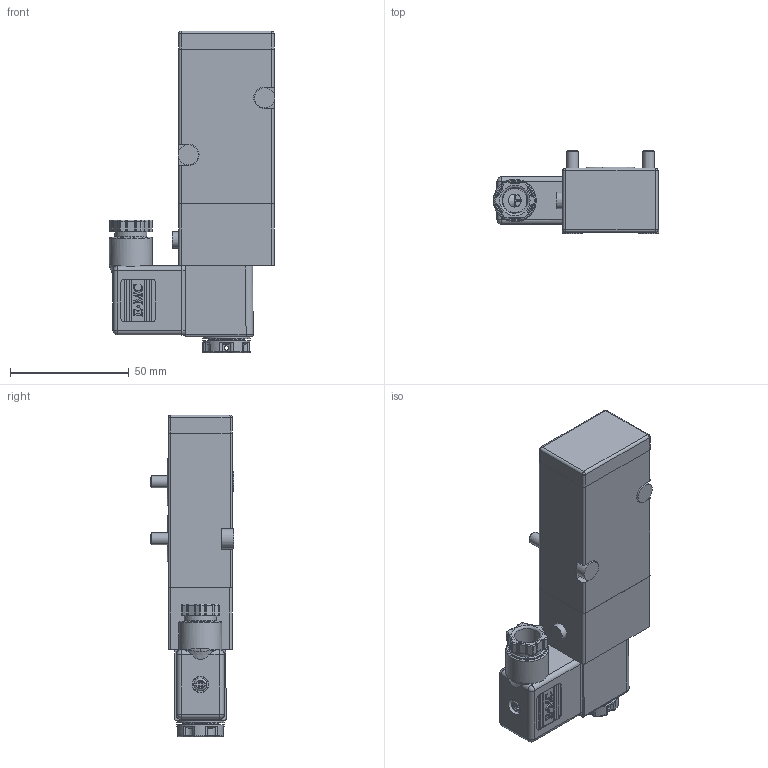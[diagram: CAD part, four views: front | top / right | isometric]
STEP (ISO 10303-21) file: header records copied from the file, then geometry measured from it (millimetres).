
FILE_DESCRIPTION(/* description */ ('Unknown'),/* implementation_level */ '2;1');
FILE_NAME(/* name */ '498920_63_28_30_03_04',/* time_stamp */ '2022-08-11T13:56:08+02:00',/* author */ ('Unknown'),/* organization */ ('Unknown'),/* preprocessor_version */ 'ST-DEVELOPER v16.7',/* originating_system */ 'Solid Edge',/* authorisation */ 'Unknown');
FILE_SCHEMA (('AUTOMOTIVE_DESIGN {1 0 10303 214 3 1 1}'));
Products named in the file (9): 498920_63_28_30_03_04_(9.240_250M_neu); PRT0003; DIN912_M5x30; RV5221-016; P6_ASM_ASM; O; DP; XIANDAOTOU; HOUGAI
Assembly tree (9 placements, depth 2):
  498920_63_28_30_03_04_(9.240_250M_neu)
    PRT0003
    DIN912_M5x30  x2
    RV5221-016
    P6_ASM_ASM
    O
    DP
    XIANDAOTOU
    HOUGAI
Bounding box: 69.45 x 35 x 135.2 mm (x, y, z)
Volume: 95510.1 mm3; surface area: 49978.6 mm2
Topology: 15 solids, 30 shells, 1798 faces, 4856 edges, 3144 vertices
Faces by surface type: plane 1002, cylinder 485, bspline 135, torus 104, cone 41, sphere 31
Full cylindrical faces by diameter (mm): 1 x5, 1.2 x3, 1.7 x3, 1.8 x2, 2 x3, 2.5 x7, 2.7 x1, 3 x7, 3.6 x4, 3.95 x1, 4 x2, 4.3 x4, 5 x4, 5.2 x2, 5.4 x1, 5.5 x1, 6.6 x1, 7 x2, 7.2 x6, 8.1 x1, 8.5 x2, 9.3 x1, 10 x1, 10.2 x1, 10.6 x1, 10.8 x1, 11.2 x1, 11.5 x3, 11.7 x1, 13.5 x2
Entity records: 60340 total; most frequent: CARTESIAN_POINT 16717, ORIENTED_EDGE 9298, DIRECTION 8429, EDGE_CURVE 4655, VERTEX_POINT 3084, LINE 2819, VECTOR 2819, AXIS2_PLACEMENT_3D 2805
